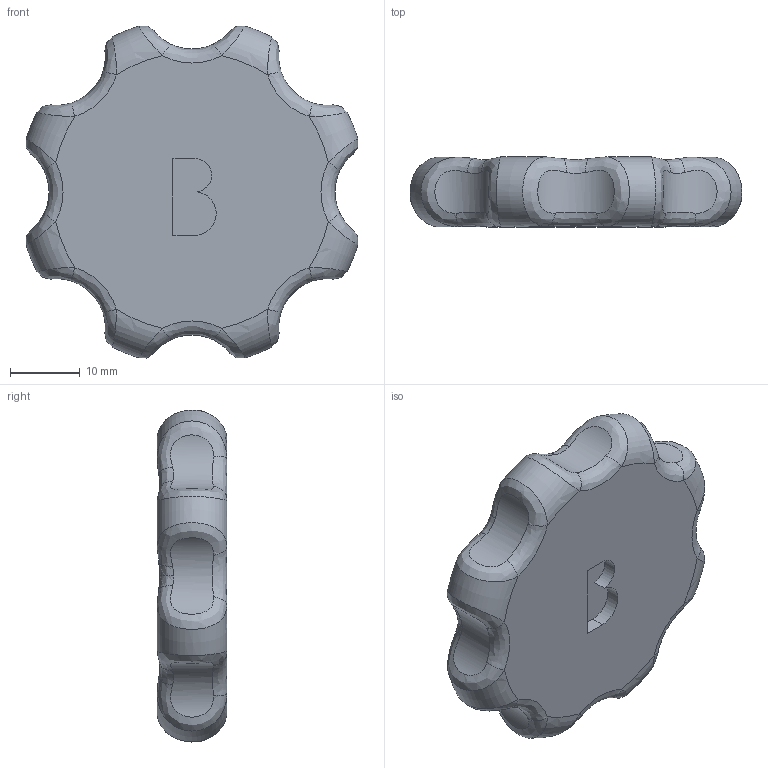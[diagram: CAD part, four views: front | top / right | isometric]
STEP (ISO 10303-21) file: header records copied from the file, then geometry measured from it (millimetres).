
FILE_DESCRIPTION(('FreeCAD Model'),'2;1');
FILE_NAME('Open CASCADE Shape Model','2025-11-20T22:04:49',(''),(''), 'Open CASCADE STEP processor 7.9','FreeCAD','Unknown');
FILE_SCHEMA(('AUTOMOTIVE_DESIGN { 1 0 10303 214 1 1 1 1 }'));
Length unit declared in the file: millimetre
Products named in the file (1): Pocket
Bounding box: 47.62 x 9.99 x 47.62 mm (x, y, z)
Volume: 13202.5 mm3; surface area: 4582 mm2
Topology: 1 solids, 1 shells, 57 faces, 132 edges, 77 vertices
Faces by surface type: bspline 33, cylinder 10, torus 8, plane 5, sphere 1
Entity records: 8322 total; most frequent: CARTESIAN_POINT 6272, ORIENTED_EDGE 262, PCURVE 262, DEFINITIONAL_REPRESENTATION 262, DIRECTION 229, B_SPLINE_CURVE_WITH_KNOTS 132, EDGE_CURVE 131, SURFACE_CURVE 130
